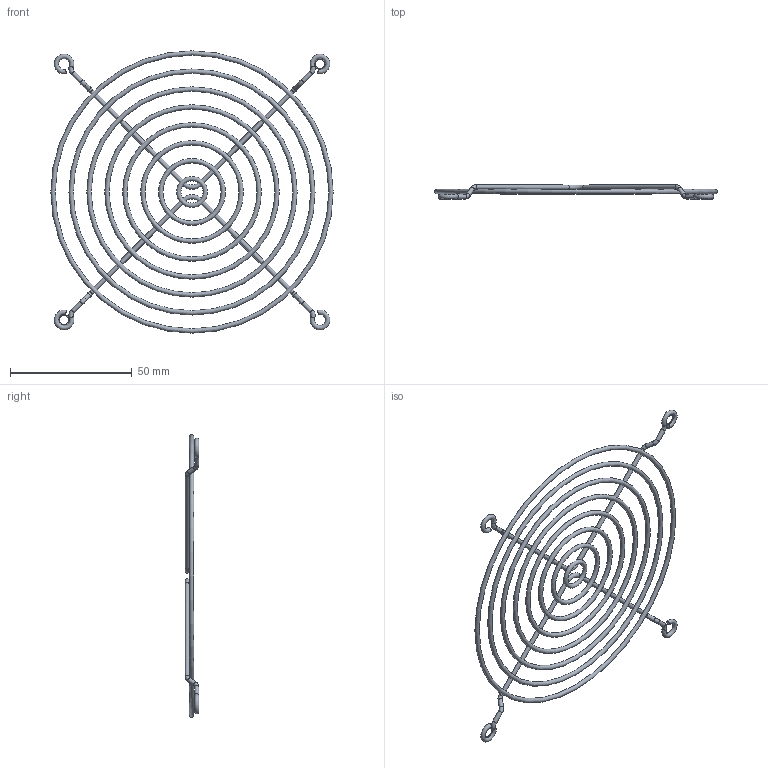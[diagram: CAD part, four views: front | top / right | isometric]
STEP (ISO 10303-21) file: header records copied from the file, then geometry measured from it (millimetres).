
FILE_DESCRIPTION(/* description */ (''),/* implementation_level */ '2;1');
FILE_NAME(/* name */ 'Grid fan 120x120-4_5502-0004.ipt.step',/* time_stamp */ '2022-11-29T08:35:30+01:00',/* author */ ('diederichbenedict'),/* organization */ (''),/* preprocessor_version */ 'ST-DEVELOPER v18.1',/* originating_system */ 'Autodesk Inventor 2022',/* authorisation */ '');
FILE_SCHEMA (('AUTOMOTIVE_DESIGN { 1 0 10303 214 3 1 1 }'));
Length unit declared in the file: millimetre
Products named in the file (1): Grid fan 120x120-4_5502-0004
Bounding box: 115.8 x 5.7 x 115.8 mm (x, y, z)
Volume: 4900.2 mm3; surface area: 10922.4 mm2
Topology: 12 solids, 12 shells, 50 faces, 114 edges, 72 vertices
Faces by surface type: torus 26, cylinder 16, plane 8
Full cylindrical faces by diameter (mm): 1.8 x12, 3.8 x2, 4.55 x2
Entity records: 1539 total; most frequent: DIRECTION 314, CARTESIAN_POINT 237, ORIENTED_EDGE 228, AXIS2_PLACEMENT_3D 149, EDGE_CURVE 114, CIRCLE 98, VERTEX_POINT 72, EDGE_LOOP 54
